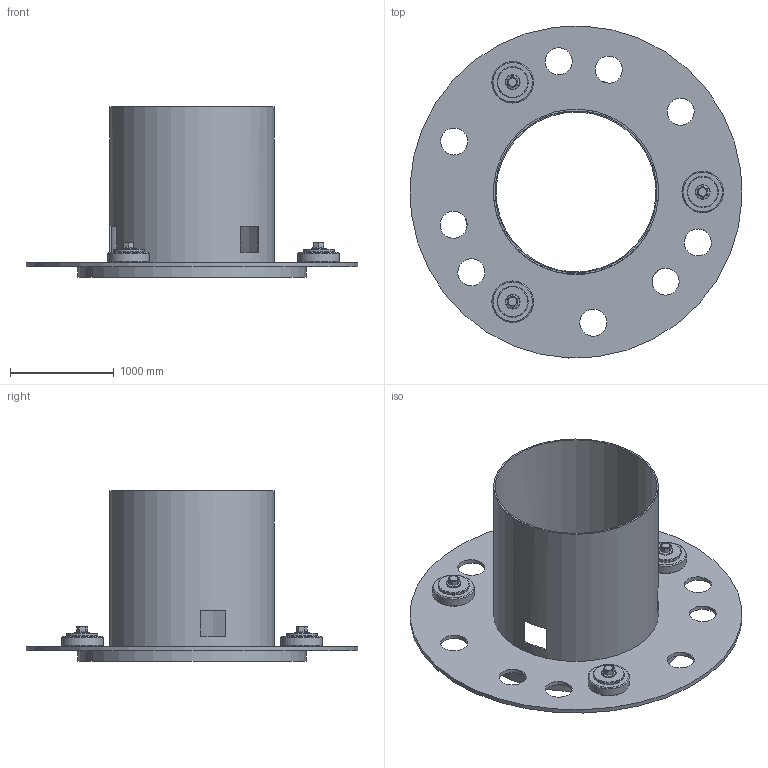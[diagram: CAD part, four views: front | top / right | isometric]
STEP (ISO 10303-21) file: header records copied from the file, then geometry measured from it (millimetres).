
FILE_DESCRIPTION(/* description */ (''),/* implementation_level */ '2;1');
FILE_NAME(/* name */ '14509.125X_3D.stp',/* time_stamp */ '2024-12-11T14:52:35+01:00',/* author */ ('CAD'),/* organization */ (''),/* preprocessor_version */ 'ST-DEVELOPER v20',/* originating_system */ 'AutoCAD Mechanical',/* authorisation */ '');
FILE_SCHEMA (('AUTOMOTIVE_DESIGN { 1 0 10303 214 3 1 1 }'));
Length unit declared in the file: centimetre
Products named in the file (4): Product; *S0; *U2; *U1
Assembly tree (5 placements, depth 3):
  Product
    *S0
    *U2
      *U1  x3
Bounding box: 3196.95 x 3196.95 x 1640 mm (x, y, z)
Volume: 457910491.2 mm3; surface area: 31697989.5 mm2
Topology: 12 solids, 12 shells, 168 faces, 376 edges, 239 vertices
Faces by surface type: cone 75, plane 57, cylinder 30, torus 6
Full cylindrical faces by diameter (mm): 70 x3, 250 x3, 260 x12, 300 x3, 400 x3, 1540 x1, 1560 x1, 1590 x1, 1900 x1, 2200 x1, 3200 x1
Entity records: 2573 total; most frequent: CARTESIAN_POINT 487, DIRECTION 445, ORIENTED_EDGE 368, EDGE_CURVE 184, AXIS2_PLACEMENT_3D 183, EDGE_LOOP 121, VERTEX_POINT 117, CIRCLE 94
